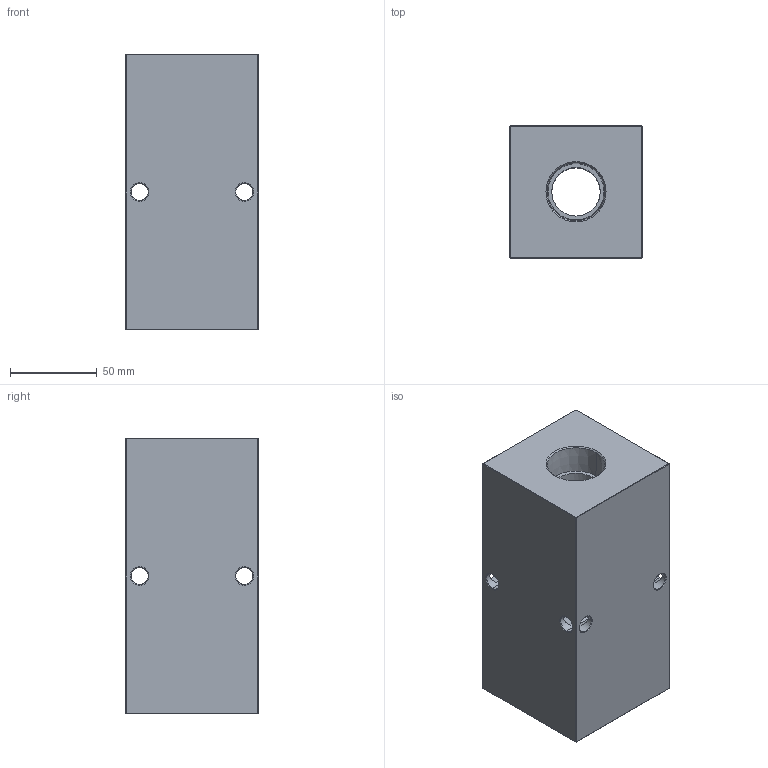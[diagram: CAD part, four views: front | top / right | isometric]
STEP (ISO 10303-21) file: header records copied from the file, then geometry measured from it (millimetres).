
FILE_DESCRIPTION (( 'STEP AP203' ), '1' );
FILE_NAME ('HM-2-90-P-16-16.STEP', '2020-11-06T16:38:07', ( '' ), ( '' ), 'SwSTEP 2.0', 'SolidWorks 2019', '' );
FILE_SCHEMA (( 'CONFIG_CONTROL_DESIGN' ));
Length unit declared in the file: inch
Products named in the file (1): HM-2-90-P-16-16
Bounding box: 76.2 x 76.2 x 158.75 mm (x, y, z)
Volume: 716248.6 mm3; surface area: 87290.5 mm2
Topology: 1 solids, 1 shells, 522 faces, 1362 edges, 884 vertices
Faces by surface type: plane 262, bspline 192, cylinder 36, cone 32
Entity records: 25489 total; most frequent: CARTESIAN_POINT 13933, ORIENTED_EDGE 2724, DIRECTION 1688, EDGE_CURVE 1362, VERTEX_POINT 884, LINE 842, VECTOR 842, EDGE_LOOP 590
